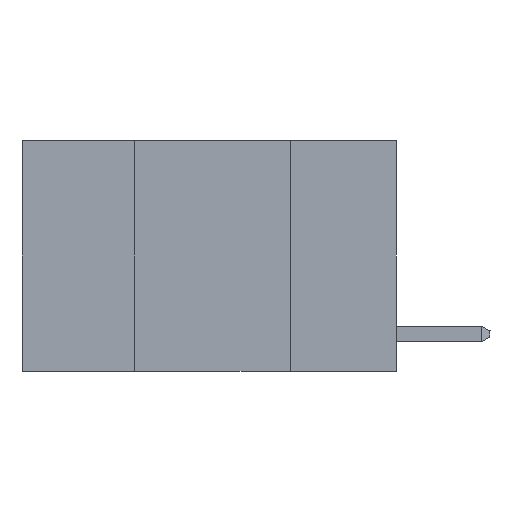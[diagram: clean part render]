
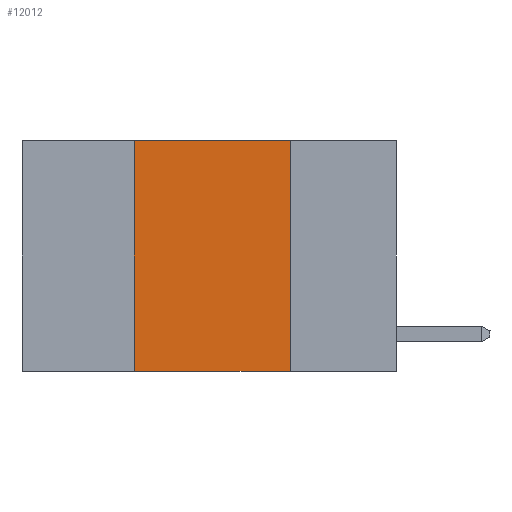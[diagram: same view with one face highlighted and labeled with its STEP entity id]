
A CAD part, left-side view. The second image highlights one B-rep face of the part: STEP entity #12012.
In plain terms, the highlighted planar face has unit normal (-1, 0, 0).
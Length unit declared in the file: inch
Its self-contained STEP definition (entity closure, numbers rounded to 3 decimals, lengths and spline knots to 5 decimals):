
#604 = EDGE_CURVE ( 'NONE', #11591, #7876, #22995, .T. ) ;
#751 = EDGE_CURVE ( 'NONE', #7876, #17137, #20462, .T. ) ;
#1059 = ORIENTED_EDGE ( 'NONE', *, *, #751, .F. ) ;
#1799 = DIRECTION ( 'NONE',  ( 1., 0., 0. ) ) ;
#1905 = CARTESIAN_POINT ( 'NONE',  ( 0., 0.6, 0. ) ) ;
#1970 = VECTOR ( 'NONE', #15193, 39.37008 ) ;
#2329 = CARTESIAN_POINT ( 'NONE',  ( 0., 0.17, 0. ) ) ;
#3832 = DIRECTION ( 'NONE',  ( 0., -1., 0. ) ) ;
#4577 = VECTOR ( 'NONE', #19599, 39.37008 ) ;
#7357 = AXIS2_PLACEMENT_3D ( 'NONE', #24676, #1799, #15312 ) ;
#7424 = ORIENTED_EDGE ( 'NONE', *, *, #24305, .F. ) ;
#7538 = FACE_OUTER_BOUND ( 'NONE', #14300, .T. ) ;
#7734 = LINE ( 'NONE', #20782, #1970 ) ;
#7876 = VERTEX_POINT ( 'NONE', #17432 ) ;
#7944 = CARTESIAN_POINT ( 'NONE',  ( 0., 0.42, 0. ) ) ;
#11445 = PLANE ( 'NONE',  #7357 ) ;
#11591 = VERTEX_POINT ( 'NONE', #19773 ) ;
#12012 = ADVANCED_FACE ( 'NONE', ( #7538 ), #11445, .F. ) ;
#12972 = VECTOR ( 'NONE', #3832, 39.37008 ) ;
#13199 = ORIENTED_EDGE ( 'NONE', *, *, #23045, .T. ) ;
#14300 = EDGE_LOOP ( 'NONE', ( #1059, #22040, #7424, #13199 ) ) ;
#15193 = DIRECTION ( 'NONE',  ( 0., -1., 0. ) ) ;
#15312 = DIRECTION ( 'NONE',  ( 0., 0., -1. ) ) ;
#15589 = DIRECTION ( 'NONE',  ( 0., 0., 1. ) ) ;
#17137 = VERTEX_POINT ( 'NONE', #23835 ) ;
#17432 = CARTESIAN_POINT ( 'NONE',  ( 0., 0.17, 0. ) ) ;
#18427 = VECTOR ( 'NONE', #15589, 39.37008 ) ;
#19329 = CARTESIAN_POINT ( 'NONE',  ( 0., 0.42, -0.37 ) ) ;
#19599 = DIRECTION ( 'NONE',  ( 0., 0., -1. ) ) ;
#19773 = CARTESIAN_POINT ( 'NONE',  ( 0., 0.42, 0. ) ) ;
#19985 = VERTEX_POINT ( 'NONE', #19329 ) ;
#20462 = LINE ( 'NONE', #2329, #4577 ) ;
#20782 = CARTESIAN_POINT ( 'NONE',  ( 0., 0.6, -0.37 ) ) ;
#22040 = ORIENTED_EDGE ( 'NONE', *, *, #604, .F. ) ;
#22867 = LINE ( 'NONE', #7944, #18427 ) ;
#22995 = LINE ( 'NONE', #1905, #12972 ) ;
#23045 = EDGE_CURVE ( 'NONE', #19985, #17137, #7734, .T. ) ;
#23835 = CARTESIAN_POINT ( 'NONE',  ( 0., 0.17, -0.37 ) ) ;
#24305 = EDGE_CURVE ( 'NONE', #19985, #11591, #22867, .T. ) ;
#24676 = CARTESIAN_POINT ( 'NONE',  ( 0., 0.6, 0. ) ) ;
